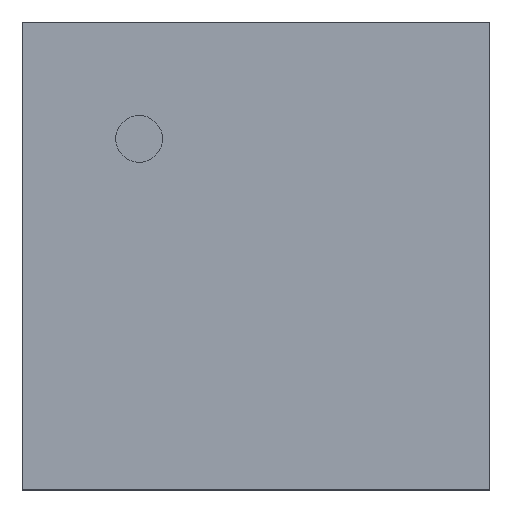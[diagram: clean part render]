
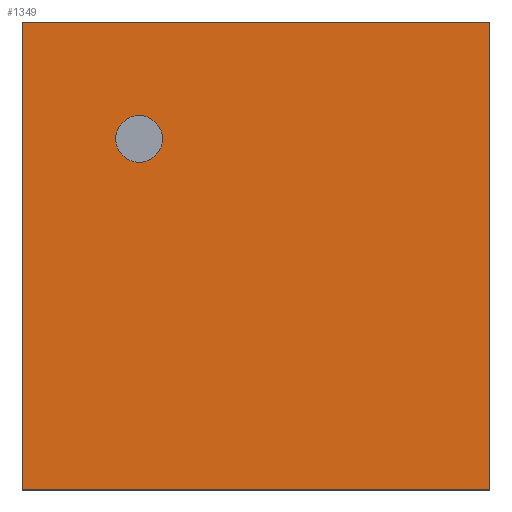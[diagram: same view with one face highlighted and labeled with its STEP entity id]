
A CAD part, top view. The second image highlights one B-rep face of the part: STEP entity #1349.
In plain terms, the highlighted planar face has unit normal (0, 0, 1).
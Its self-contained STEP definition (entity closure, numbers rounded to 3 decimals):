
#13=DIRECTION('',(0.,0.,1.));
#126=VECTOR('',#127,1.);
#127=DIRECTION('',(1.,0.,0.));
#133=VECTOR('',#134,1.);
#134=DIRECTION('',(0.,-1.,0.));
#518=VERTEX_POINT('',#519);
#519=CARTESIAN_POINT('',(-1.,1.,0.78));
#524=VERTEX_POINT('',#525);
#525=CARTESIAN_POINT('',(1.,1.,0.78));
#527=ORIENTED_EDGE('',*,*,#528,.F.);
#528=EDGE_CURVE('',#518,#524,#529,.T.);
#529=LINE('',#519,#126);
#536=EDGE_CURVE('',#524,#537,#539,.T.);
#537=VERTEX_POINT('',#538);
#538=CARTESIAN_POINT('',(1.,-1.,0.78));
#539=LINE('',#525,#133);
#550=ORIENTED_EDGE('',*,*,#551,.T.);
#551=EDGE_CURVE('',#518,#552,#554,.T.);
#552=VERTEX_POINT('',#553);
#553=CARTESIAN_POINT('',(-1.,-1.,0.78));
#554=LINE('',#519,#133);
#565=EDGE_CURVE('',#552,#537,#566,.T.);
#566=LINE('',#553,#126);
#1349=ADVANCED_FACE('',(#1350,#1354),#1364,.T.);
#1350=FACE_BOUND('',#1351,.T.);
#1351=EDGE_LOOP('',(#527,#550,#1352,#1353));
#1352=ORIENTED_EDGE('',*,*,#565,.T.);
#1353=ORIENTED_EDGE('',*,*,#536,.F.);
#1354=FACE_BOUND('',#1355,.T.);
#1355=EDGE_LOOP('',(#1356));
#1356=ORIENTED_EDGE('',*,*,#1357,.T.);
#1357=EDGE_CURVE('',#1358,#1358,#1360,.T.);
#1358=VERTEX_POINT('',#1359);
#1359=CARTESIAN_POINT('',(-0.5,0.4,0.78));
#1360=CIRCLE('',#1361,0.1);
#1361=AXIS2_PLACEMENT_3D('',#1362,#1363,#134);
#1362=CARTESIAN_POINT('',(-0.5,0.5,0.78));
#1363=DIRECTION('',(0.,0.,-1.));
#1364=PLANE('',#1365);
#1365=AXIS2_PLACEMENT_3D('',#519,#13,#134);
